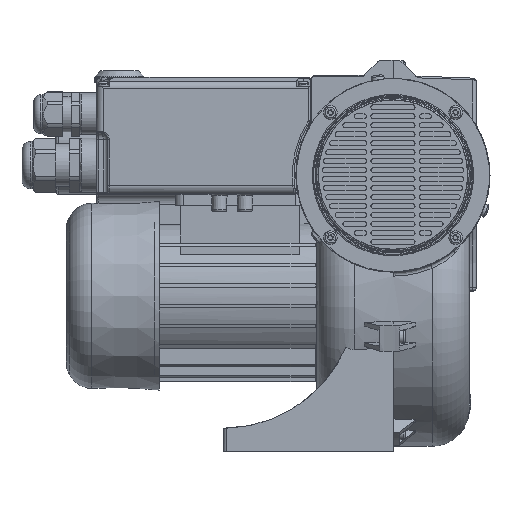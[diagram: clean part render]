
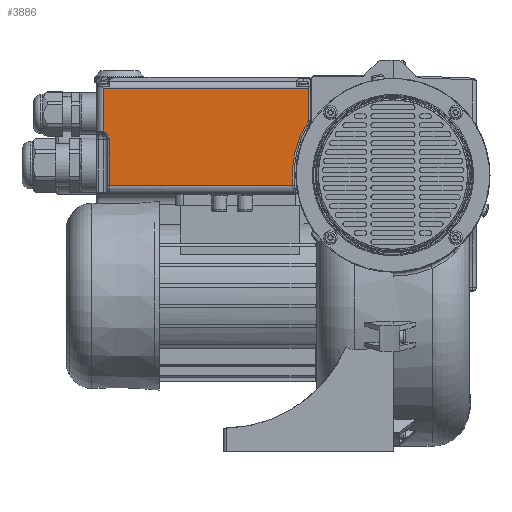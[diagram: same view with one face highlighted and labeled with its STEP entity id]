
A CAD part, top view. The second image highlights one B-rep face of the part: STEP entity #3886.
In plain terms, the highlighted planar face has unit normal (0, 0, 1).
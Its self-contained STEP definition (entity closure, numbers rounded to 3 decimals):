
#3886 = ADVANCED_FACE( '', ( #9437 ), #9438, .F. );
#9437 = FACE_OUTER_BOUND( '', #18595, .T. );
#9438 = PLANE( '', #18596 );
#18595 = EDGE_LOOP( '', ( #34594, #34595, #34596, #34597, #34598, #34599, #34600 ) );
#18596 = AXIS2_PLACEMENT_3D( '', #34601, #34602, #34603 );
#34594 = ORIENTED_EDGE( '', *, *, #53556, .F. );
#34595 = ORIENTED_EDGE( '', *, *, #50982, .F. );
#34596 = ORIENTED_EDGE( '', *, *, #53557, .F. );
#34597 = ORIENTED_EDGE( '', *, *, #52426, .T. );
#34598 = ORIENTED_EDGE( '', *, *, #53558, .F. );
#34599 = ORIENTED_EDGE( '', *, *, #52829, .F. );
#34600 = ORIENTED_EDGE( '', *, *, #52934, .F. );
#34601 = CARTESIAN_POINT( '', ( -175., 120., 87. ) );
#34602 = DIRECTION( '', ( 0., 0., -1. ) );
#34603 = DIRECTION( '', ( 0., -1., 0. ) );
#50982 = EDGE_CURVE( '', #61174, #61175, #61176, .T. );
#52426 = EDGE_CURVE( '', #63579, #63577, #63580, .T. );
#52829 = EDGE_CURVE( '', #64233, #64234, #64235, .T. );
#52934 = EDGE_CURVE( '', #60369, #64233, #64386, .T. );
#53556 = EDGE_CURVE( '', #61175, #60369, #65328, .T. );
#53557 = EDGE_CURVE( '', #63579, #61174, #65329, .T. );
#53558 = EDGE_CURVE( '', #64234, #63577, #65330, .T. );
#60369 = VERTEX_POINT( '', #75501 );
#61174 = VERTEX_POINT( '', #77361 );
#61175 = VERTEX_POINT( '', #77362 );
#61176 = LINE( '', #77363, #77364 );
#63577 = VERTEX_POINT( '', #81777 );
#63579 = VERTEX_POINT( '', #81791 );
#63580 = CIRCLE( '', #81792, 59. );
#64233 = VERTEX_POINT( '', #83040 );
#64234 = VERTEX_POINT( '', #83041 );
#64235 = LINE( '', #83042, #83043 );
#64386 = LINE( '', #83350, #83351 );
#65328 = CIRCLE( '', #84915, 5. );
#65329 = LINE( '', #84916, #84917 );
#65330 = LINE( '', #84918, #84919 );
#75501 = CARTESIAN_POINT( '', ( -171., 96.77, 87. ) );
#77361 = CARTESIAN_POINT( '', ( -167.5, 65., 87. ) );
#77362 = CARTESIAN_POINT( '', ( -167.5, 92., 87. ) );
#77363 = CARTESIAN_POINT( '', ( -167.5, 65., 87. ) );
#77364 = VECTOR( '', #97365, 1000. );
#81777 = CARTESIAN_POINT( '', ( -50., 103.105, 87. ) );
#81791 = CARTESIAN_POINT( '', ( -59.194, 65., 87. ) );
#81792 = AXIS2_PLACEMENT_3D( '', #99108, #99109, #99110 );
#83040 = CARTESIAN_POINT( '', ( -171., 122.491, 87. ) );
#83041 = CARTESIAN_POINT( '', ( -50., 122.491, 87. ) );
#83042 = CARTESIAN_POINT( '', ( -171., 122.491, 87. ) );
#83043 = VECTOR( '', #99563, 1000. );
#83350 = CARTESIAN_POINT( '', ( -171., 120., 87. ) );
#83351 = VECTOR( '', #99676, 1000. );
#84915 = AXIS2_PLACEMENT_3D( '', #100506, #100507, #100508 );
#84916 = CARTESIAN_POINT( '', ( -59.194, 65., 87. ) );
#84917 = VECTOR( '', #100509, 1000. );
#84918 = CARTESIAN_POINT( '', ( -50., 122.491, 87. ) );
#84919 = VECTOR( '', #100510, 1000. );
#97365 = DIRECTION( '', ( 0., 1., 0. ) );
#99108 = CARTESIAN_POINT( '', ( -0.5, 71., 87. ) );
#99109 = DIRECTION( '', ( 0., 0., -1. ) );
#99110 = DIRECTION( '', ( -0.995, -0.102, 0. ) );
#99563 = DIRECTION( '', ( 1., 0., 0. ) );
#99676 = DIRECTION( '', ( 0., 1., 0. ) );
#100506 = CARTESIAN_POINT( '', ( -172.5, 92., 87. ) );
#100507 = DIRECTION( '', ( 0., 0., 1. ) );
#100508 = DIRECTION( '', ( 1., 0., 0. ) );
#100509 = DIRECTION( '', ( -1., 0., 0. ) );
#100510 = DIRECTION( '', ( 0., -1., 0. ) );
